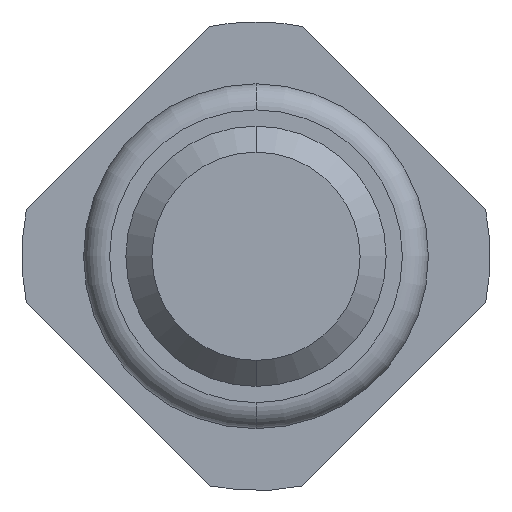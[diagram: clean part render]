
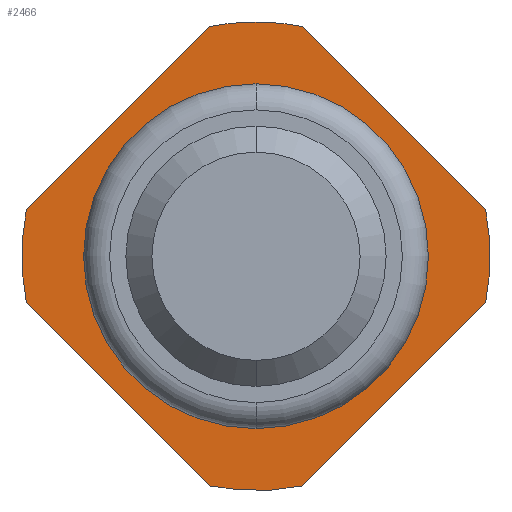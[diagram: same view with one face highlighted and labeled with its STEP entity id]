
A CAD part, front view. The second image highlights one B-rep face of the part: STEP entity #2466.
In plain terms, the highlighted planar face has unit normal (0, -1, 0).
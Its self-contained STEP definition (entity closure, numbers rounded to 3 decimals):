
#6 = VECTOR ( 'NONE', #1791, 1000. ) ;
#110 = LINE ( 'NONE', #3078, #3347 ) ;
#120 = DIRECTION ( 'NONE',  ( 0., 1., 0. ) ) ;
#195 = AXIS2_PLACEMENT_3D ( 'NONE', #684, #2223, #3732 ) ;
#226 = VERTEX_POINT ( 'NONE', #2624 ) ;
#266 = DIRECTION ( 'NONE',  ( 0.707, 0., -0.707 ) ) ;
#298 = CIRCLE ( 'NONE', #1259, 1.8 ) ;
#308 = ORIENTED_EDGE ( 'NONE', *, *, #707, .F. ) ;
#370 = PLANE ( 'NONE',  #3925 ) ;
#410 = DIRECTION ( 'NONE',  ( 0., 1., 0. ) ) ;
#500 = CARTESIAN_POINT ( 'NONE',  ( 1.764, -2., 0.357 ) ) ;
#544 = DIRECTION ( 'NONE',  ( 0., 0., 1. ) ) ;
#655 = CIRCLE ( 'NONE', #881, 1.325 ) ;
#684 = CARTESIAN_POINT ( 'NONE',  ( 0., -2., 0. ) ) ;
#705 = CARTESIAN_POINT ( 'NONE',  ( 1.764, -2., -0.357 ) ) ;
#707 = EDGE_CURVE ( 'Defeature ausgef�hrt3_10+Defeature ausgef�hrt3_6+Defeature ausgef�hrt3_21+Defeature ausgef�hrt3_22', #3734, #1784, #298, .T. ) ;
#716 = VERTEX_POINT ( 'NONE', #3184 ) ;
#755 = DIRECTION ( 'NONE',  ( 0., 1., 0. ) ) ;
#784 = CARTESIAN_POINT ( 'NONE',  ( 0., -2., 0. ) ) ;
#786 = VERTEX_POINT ( 'NONE', #500 ) ;
#790 = CARTESIAN_POINT ( 'NONE',  ( -0.357, -2., -1.764 ) ) ;
#810 = DIRECTION ( 'NONE',  ( 0., 0., 1. ) ) ;
#881 = AXIS2_PLACEMENT_3D ( 'NONE', #3349, #3371, #544 ) ;
#889 = CARTESIAN_POINT ( 'NONE',  ( 0., -2., 0. ) ) ;
#981 = EDGE_CURVE ( 'Defeature ausgef�hrt3_8+Defeature ausgef�hrt3_6+Defeature ausgef�hrt3_23+Defeature ausgef�hrt3_24', #1340, #1990, #1804, .T. ) ;
#1060 = DIRECTION ( 'NONE',  ( 0., 0., 1. ) ) ;
#1141 = LINE ( 'NONE', #2920, #3061 ) ;
#1259 = AXIS2_PLACEMENT_3D ( 'NONE', #3862, #755, #1378 ) ;
#1283 = LINE ( 'NONE', #3044, #6 ) ;
#1284 = CARTESIAN_POINT ( 'NONE',  ( 0., -2., -1.325 ) ) ;
#1286 = CIRCLE ( 'NONE', #1291, 1.8 ) ;
#1291 = AXIS2_PLACEMENT_3D ( 'NONE', #2677, #1737, #810 ) ;
#1340 = VERTEX_POINT ( 'NONE', #3942 ) ;
#1373 = EDGE_CURVE ( 'Defeature ausgef�hrt3_8+Defeature ausgef�hrt3_6+Defeature ausgef�hrt3_23+Defeature ausgef�hrt3_24', #1990, #226, #3077, .T. ) ;
#1378 = DIRECTION ( 'NONE',  ( 0., 0., 1. ) ) ;
#1387 = FACE_BOUND ( 'NONE', #3895, .T. ) ;
#1526 = ORIENTED_EDGE ( 'NONE', *, *, #2101, .F. ) ;
#1689 = EDGE_CURVE ( 'Defeature ausgef�hrt3_6+Defeature ausgef�hrt3_18+Defeature ausgef�hrt3_18+Defeature ausgef�hrt3_18', #2858, #1810, #2247, .T. ) ;
#1732 = LINE ( 'NONE', #2440, #3531 ) ;
#1737 = DIRECTION ( 'NONE',  ( 0., 1., 0. ) ) ;
#1784 = VERTEX_POINT ( 'NONE', #790 ) ;
#1791 = DIRECTION ( 'NONE',  ( -0.707, 0., -0.707 ) ) ;
#1800 = DIRECTION ( 'NONE',  ( 0., 0., 1. ) ) ;
#1804 = CIRCLE ( 'NONE', #195, 1.8 ) ;
#1810 = VERTEX_POINT ( 'NONE', #2657 ) ;
#1874 = ORIENTED_EDGE ( 'NONE', *, *, #2258, .F. ) ;
#1907 = EDGE_CURVE ( 'Defeature ausgef�hrt3_23+Defeature ausgef�hrt3_6+Defeature ausgef�hrt3_9+Defeature ausgef�hrt3_8', #716, #1340, #1732, .T. ) ;
#1990 = VERTEX_POINT ( 'NONE', #3555 ) ;
#1994 = ORIENTED_EDGE ( 'NONE', *, *, #3342, .F. ) ;
#2003 = CARTESIAN_POINT ( 'NONE',  ( 0., -2., 0. ) ) ;
#2030 = EDGE_CURVE ( 'Defeature ausgef�hrt3_22+Defeature ausgef�hrt3_6+Defeature ausgef�hrt3_10+Defeature ausgef�hrt3_9', #1784, #3986, #1141, .T. ) ;
#2101 = EDGE_CURVE ( 'Defeature ausgef�hrt3_7+Defeature ausgef�hrt3_6+Defeature ausgef�hrt3_24+Defeature ausgef�hrt3_21', #786, #3064, #1286, .T. ) ;
#2150 = EDGE_CURVE ( 'Defeature ausgef�hrt3_6+Defeature ausgef�hrt3_18+Defeature ausgef�hrt3_18+Defeature ausgef�hrt3_18', #1810, #2858, #655, .T. ) ;
#2157 = ORIENTED_EDGE ( 'NONE', *, *, #2030, .F. ) ;
#2167 = EDGE_CURVE ( 'Defeature ausgef�hrt3_24+Defeature ausgef�hrt3_6+Defeature ausgef�hrt3_8+Defeature ausgef�hrt3_7', #226, #786, #110, .T. ) ;
#2223 = DIRECTION ( 'NONE',  ( 0., 1., 0. ) ) ;
#2238 = ORIENTED_EDGE ( 'NONE', *, *, #1689, .T. ) ;
#2247 = CIRCLE ( 'NONE', #3563, 1.325 ) ;
#2258 = EDGE_CURVE ( 'Defeature ausgef�hrt3_21+Defeature ausgef�hrt3_6+Defeature ausgef�hrt3_7+Defeature ausgef�hrt3_10', #3064, #3734, #1283, .T. ) ;
#2440 = CARTESIAN_POINT ( 'NONE',  ( -0.161, -2., 1.961 ) ) ;
#2466 = ADVANCED_FACE ( 'Defeature ausgef�hrt3_6', ( #1387, #3435 ), #370, .F. ) ;
#2555 = CARTESIAN_POINT ( 'NONE',  ( 1.8, -2., 0. ) ) ;
#2559 = ORIENTED_EDGE ( 'NONE', *, *, #1907, .F. ) ;
#2569 = ORIENTED_EDGE ( 'NONE', *, *, #2150, .T. ) ;
#2600 = DIRECTION ( 'NONE',  ( 0., 1., 0. ) ) ;
#2612 = DIRECTION ( 'NONE',  ( -0.707, 0., 0.707 ) ) ;
#2624 = CARTESIAN_POINT ( 'NONE',  ( 0.357, -2., 1.764 ) ) ;
#2634 = ORIENTED_EDGE ( 'NONE', *, *, #2167, .F. ) ;
#2657 = CARTESIAN_POINT ( 'NONE',  ( 0., -2., 1.325 ) ) ;
#2677 = CARTESIAN_POINT ( 'NONE',  ( 0., -2., 0. ) ) ;
#2818 = CARTESIAN_POINT ( 'NONE',  ( -1.764, -2., -0.357 ) ) ;
#2858 = VERTEX_POINT ( 'NONE', #1284 ) ;
#2880 = DIRECTION ( 'NONE',  ( 0., 0., 1. ) ) ;
#2920 = CARTESIAN_POINT ( 'NONE',  ( -0.161, -2., -1.961 ) ) ;
#2962 = ORIENTED_EDGE ( 'NONE', *, *, #981, .F. ) ;
#2964 = CARTESIAN_POINT ( 'NONE',  ( 0.357, -2., -1.764 ) ) ;
#3044 = CARTESIAN_POINT ( 'NONE',  ( 1.961, -2., -0.161 ) ) ;
#3054 = DIRECTION ( 'NONE',  ( 0., 1., 0. ) ) ;
#3061 = VECTOR ( 'NONE', #2612, 1000. ) ;
#3064 = VERTEX_POINT ( 'NONE', #705 ) ;
#3077 = CIRCLE ( 'NONE', #4025, 1.8 ) ;
#3078 = CARTESIAN_POINT ( 'NONE',  ( 1.961, -2., 0.161 ) ) ;
#3184 = CARTESIAN_POINT ( 'NONE',  ( -1.764, -2., 0.357 ) ) ;
#3288 = CIRCLE ( 'NONE', #4020, 1.8 ) ;
#3342 = EDGE_CURVE ( 'Defeature ausgef�hrt3_9+Defeature ausgef�hrt3_6+Defeature ausgef�hrt3_22+Defeature ausgef�hrt3_23', #3986, #716, #3288, .T. ) ;
#3347 = VECTOR ( 'NONE', #266, 1000. ) ;
#3349 = CARTESIAN_POINT ( 'NONE',  ( 0., -2., 0. ) ) ;
#3371 = DIRECTION ( 'NONE',  ( 0., 1., 0. ) ) ;
#3435 = FACE_OUTER_BOUND ( 'NONE', #3790, .T. ) ;
#3531 = VECTOR ( 'NONE', #3655, 1000. ) ;
#3555 = CARTESIAN_POINT ( 'NONE',  ( 0., -2., 1.8 ) ) ;
#3563 = AXIS2_PLACEMENT_3D ( 'NONE', #2003, #2600, #3840 ) ;
#3655 = DIRECTION ( 'NONE',  ( 0.707, 0., 0.707 ) ) ;
#3732 = DIRECTION ( 'NONE',  ( 0., 0., 1. ) ) ;
#3733 = ORIENTED_EDGE ( 'NONE', *, *, #1373, .F. ) ;
#3734 = VERTEX_POINT ( 'NONE', #2964 ) ;
#3790 = EDGE_LOOP ( 'NONE', ( #2634, #3733, #2962, #2559, #1994, #2157, #308, #1874, #1526 ) ) ;
#3840 = DIRECTION ( 'NONE',  ( 0., 0., 1. ) ) ;
#3862 = CARTESIAN_POINT ( 'NONE',  ( 0., -2., 0. ) ) ;
#3895 = EDGE_LOOP ( 'NONE', ( #2569, #2238 ) ) ;
#3925 = AXIS2_PLACEMENT_3D ( 'NONE', #2555, #410, #2880 ) ;
#3942 = CARTESIAN_POINT ( 'NONE',  ( -0.357, -2., 1.764 ) ) ;
#3986 = VERTEX_POINT ( 'NONE', #2818 ) ;
#4020 = AXIS2_PLACEMENT_3D ( 'NONE', #784, #120, #1060 ) ;
#4025 = AXIS2_PLACEMENT_3D ( 'NONE', #889, #3054, #1800 ) ;
